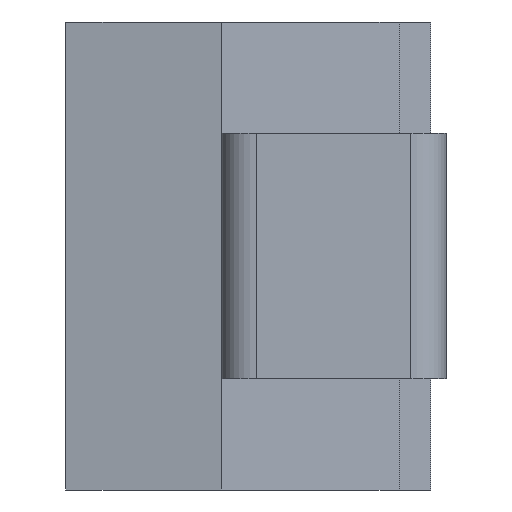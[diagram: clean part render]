
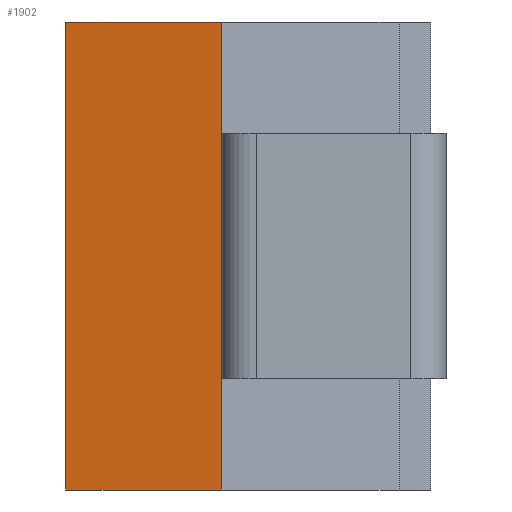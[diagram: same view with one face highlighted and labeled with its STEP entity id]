
A CAD part, left-side view. The second image highlights one B-rep face of the part: STEP entity #1902.
In plain terms, the highlighted planar face has unit normal (-0.99, 0.139, 0).
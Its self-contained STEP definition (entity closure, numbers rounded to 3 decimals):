
#234=FACE_OUTER_BOUND('',#336,.T.);
#336=EDGE_LOOP('',(#1599,#1600,#1601,#1602,#1603,#1604));
#376=LINE('',#2441,#580);
#488=LINE('',#3215,#692);
#492=LINE('',#3222,#696);
#518=LINE('',#3273,#722);
#519=LINE('',#3274,#723);
#520=LINE('',#3275,#724);
#580=VECTOR('',#2054,1000.);
#692=VECTOR('',#2228,1000.);
#696=VECTOR('',#2232,1000.);
#722=VECTOR('',#2276,1000.);
#723=VECTOR('',#2277,1000.);
#724=VECTOR('',#2278,1000.);
#781=VERTEX_POINT('',#2438);
#782=VERTEX_POINT('',#2440);
#890=VERTEX_POINT('',#3208);
#892=VERTEX_POINT('',#3212);
#893=VERTEX_POINT('',#3214);
#896=VERTEX_POINT('',#3220);
#964=EDGE_CURVE('',#782,#781,#376,.T.);
#1128=EDGE_CURVE('',#892,#893,#488,.T.);
#1132=EDGE_CURVE('',#896,#890,#492,.T.);
#1158=EDGE_CURVE('',#781,#893,#518,.T.);
#1159=EDGE_CURVE('',#890,#892,#519,.T.);
#1160=EDGE_CURVE('',#782,#896,#520,.T.);
#1599=ORIENTED_EDGE('',*,*,#1158,.T.);
#1600=ORIENTED_EDGE('',*,*,#1128,.F.);
#1601=ORIENTED_EDGE('',*,*,#1159,.F.);
#1602=ORIENTED_EDGE('',*,*,#1132,.F.);
#1603=ORIENTED_EDGE('',*,*,#1160,.F.);
#1604=ORIENTED_EDGE('',*,*,#964,.T.);
#1812=PLANE('',#1988);
#1902=ADVANCED_FACE('',(#234),#1812,.F.);
#1988=AXIS2_PLACEMENT_3D('',#3272,#2274,#2275);
#2054=DIRECTION('',(0.,0.,-1.));
#2228=DIRECTION('',(0.,0.,-1.));
#2232=DIRECTION('',(0.,0.,-1.));
#2274=DIRECTION('center_axis',(0.99,-0.139,0.));
#2275=DIRECTION('ref_axis',(0.139,0.99,0.));
#2276=DIRECTION('',(-0.139,-0.99,0.));
#2277=DIRECTION('',(0.,0.,-1.));
#2278=DIRECTION('',(-0.139,-0.99,0.));
#2438=CARTESIAN_POINT('',(-1.763,-1.432,2.801));
#2440=CARTESIAN_POINT('',(-1.763,-1.432,5.466));
#2441=CARTESIAN_POINT('',(-1.763,-1.432,5.466));
#3208=CARTESIAN_POINT('',(-1.887,-2.317,4.834));
#3212=CARTESIAN_POINT('',(-1.887,-2.317,3.434));
#3214=CARTESIAN_POINT('',(-1.887,-2.317,2.801));
#3215=CARTESIAN_POINT('',(-1.887,-2.317,5.466));
#3220=CARTESIAN_POINT('',(-1.887,-2.317,5.466));
#3222=CARTESIAN_POINT('',(-1.887,-2.317,5.466));
#3272=CARTESIAN_POINT('Origin',(-1.887,-2.317,5.466));
#3273=CARTESIAN_POINT('',(-1.887,-2.317,2.801));
#3274=CARTESIAN_POINT('',(-1.887,-2.317,5.466));
#3275=CARTESIAN_POINT('',(-1.887,-2.317,5.466));
